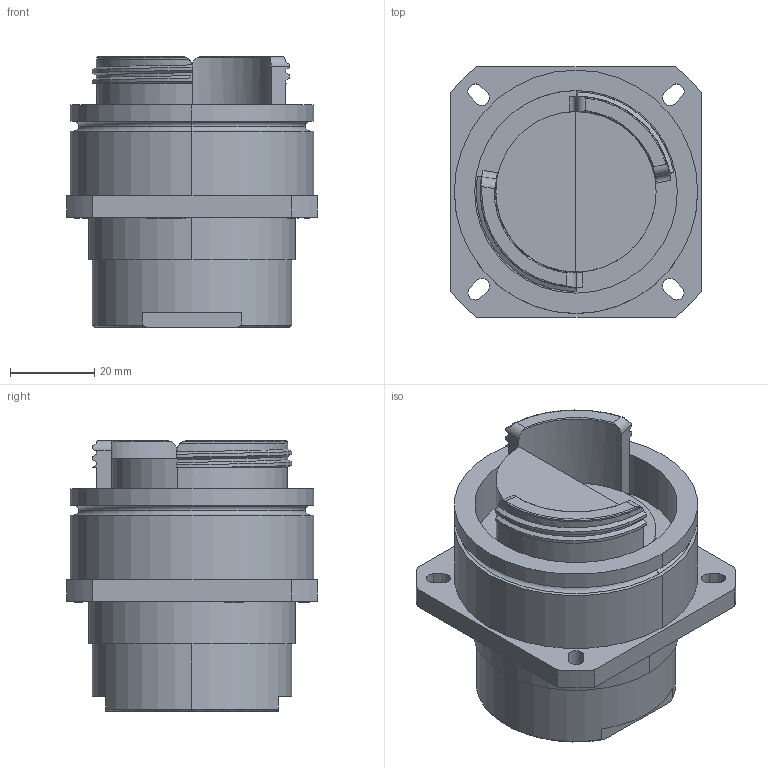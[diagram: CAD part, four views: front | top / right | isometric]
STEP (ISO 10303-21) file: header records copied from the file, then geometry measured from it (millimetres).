
FILE_DESCRIPTION (( 'STEP AP203' ), '1' );
FILE_NAME ('Size29 Herm Flange.STEP', '2019-04-17T23:16:57', ( '' ), ( '' ), 'SwSTEP 2.0', 'SolidWorks 2019', '' );
FILE_SCHEMA (( 'CONFIG_CONTROL_DESIGN' ));
Length unit declared in the file: inch
Products named in the file (1): Size29 Herm Flange
Bounding box: 59.56 x 59.56 x 64.26 mm (x, y, z)
Volume: 117748.2 mm3; surface area: 23803.6 mm2
Topology: 1 solids, 1 shells, 121 faces, 316 edges, 209 vertices
Faces by surface type: cylinder 54, plane 40, bspline 14, torus 10, cone 3
Entity records: 5606 total; most frequent: CARTESIAN_POINT 2667, ORIENTED_EDGE 632, DIRECTION 560, EDGE_CURVE 316, AXIS2_PLACEMENT_3D 218, VERTEX_POINT 209, EDGE_LOOP 141, VECTOR 124
